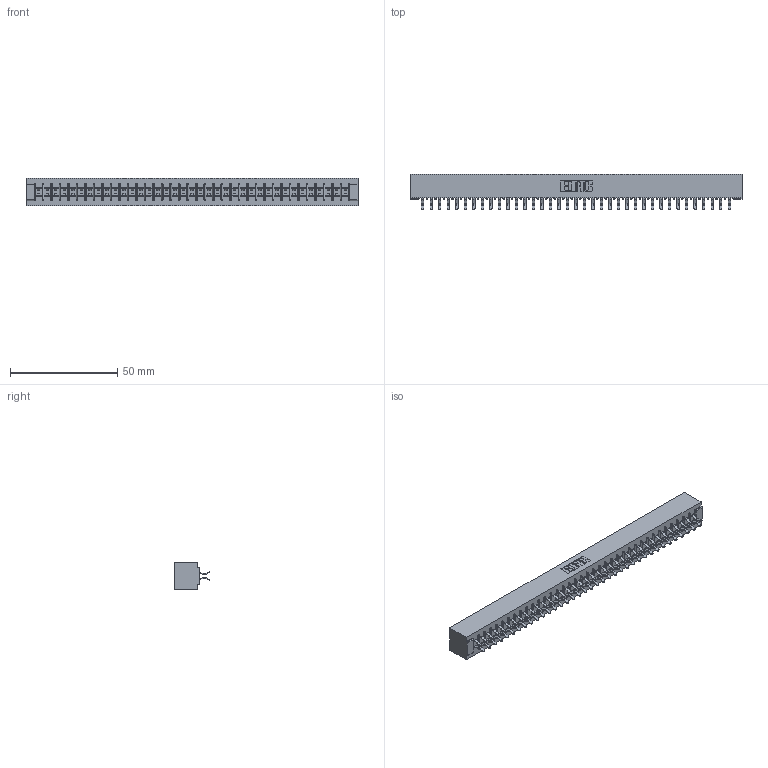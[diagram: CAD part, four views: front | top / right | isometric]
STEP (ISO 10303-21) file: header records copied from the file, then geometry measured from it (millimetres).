
FILE_DESCRIPTION (( 'STEP AP203' ), '1' );
FILE_NAME ('355-074-556-201.STEP', '2019-09-13T12:54:11', ( '' ), ( '' ), 'SwSTEP 2.0', 'SolidWorks 2016', '' );
FILE_SCHEMA (( 'CONFIG_CONTROL_DESIGN' ));
Length unit declared in the file: inch
Products named in the file (3): 305 Part_No Mounting; 305-290-001_556; 355-074-556-201
Assembly tree (75 placements, depth 2):
  355-074-556-201
    305 Part_No Mounting
    305-290-001_556  x74
Bounding box: 154.48 x 16.64 x 12.7 mm (x, y, z)
Volume: 16554.1 mm3; surface area: 21387.8 mm2
Topology: 75 solids, 75 shells, 4252 faces, 12243 edges, 7962 vertices
Faces by surface type: plane 2358, cylinder 1746, sphere 148
Entity records: 40614 total; most frequent: CARTESIAN_POINT 6721, ORIENTED_EDGE 6670, DIRECTION 6507, EDGE_CURVE 3335, VECTOR 2691, LINE 2691, VERTEX_POINT 2122, AXIS2_PLACEMENT_3D 1908
